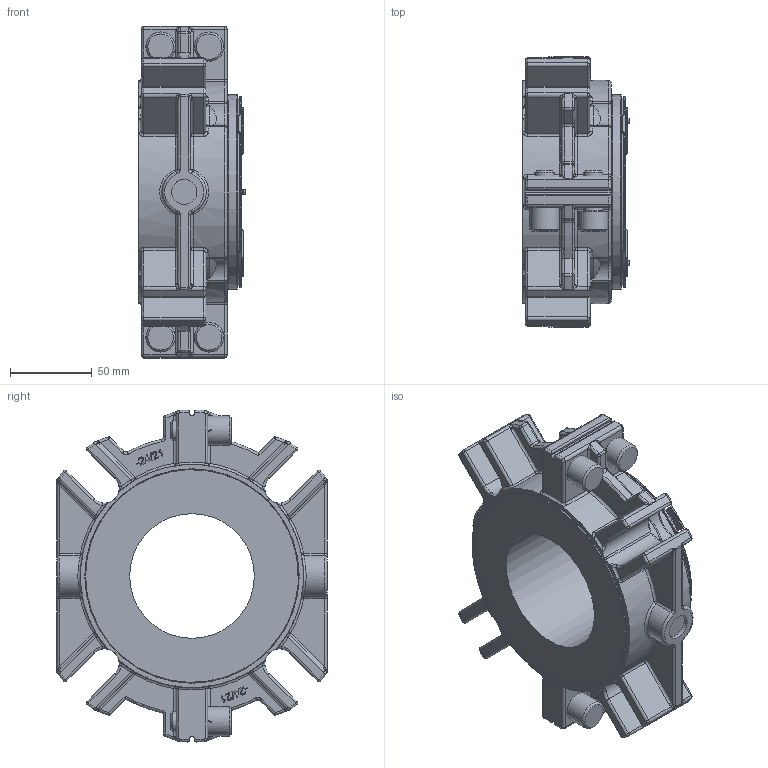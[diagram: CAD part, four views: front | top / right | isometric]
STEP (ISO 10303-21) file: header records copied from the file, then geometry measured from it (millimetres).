
FILE_DESCRIPTION(/* description */ ('Unknown'),/* implementation_level */ '2;1');
FILE_NAME(/* name */ '3.000 RDSX -24_21 SEAL ARRANGEMENT',/* time_stamp */ '2023-02-14T10:30:06-05:00',/* author */ ('Unknown'),/* organization */ ('Unknown'),/* preprocessor_version */ 'ST-DEVELOPER v16.7',/* originating_system */ 'Solid Edge',/* authorisation */ 'Unknown');
FILE_SCHEMA (('AUTOMOTIVE_DESIGN {1 0 10303 214 3 1 1}'));
Length unit declared in the file: millimetre
Products named in the file (1): 3056423
Bounding box: 66 x 165.12 x 202.93 mm (x, y, z)
Volume: 831063.5 mm3; surface area: 115276.2 mm2
Topology: 1 solids, 1 shells, 1011 faces, 2511 edges, 1465 vertices
Faces by surface type: cylinder 323, plane 252, torus 199, bspline 134, sphere 80, cone 23
Full cylindrical faces by diameter (mm): 2.664 x2, 3.172 x4, 11.988 x8, 15.342 x2, 17.982 x4, 76.2 x1, 114.82 x1, 117.358 x1, 119.261 x1, 130.045 x1, 130.552 x1
Entity records: 31391 total; most frequent: CARTESIAN_POINT 8532, DIRECTION 4948, ORIENTED_EDGE 4708, EDGE_CURVE 2354, AXIS2_PLACEMENT_3D 2031, VERTEX_POINT 1418, EDGE_LOOP 1100, FACE_BOUND 1100
